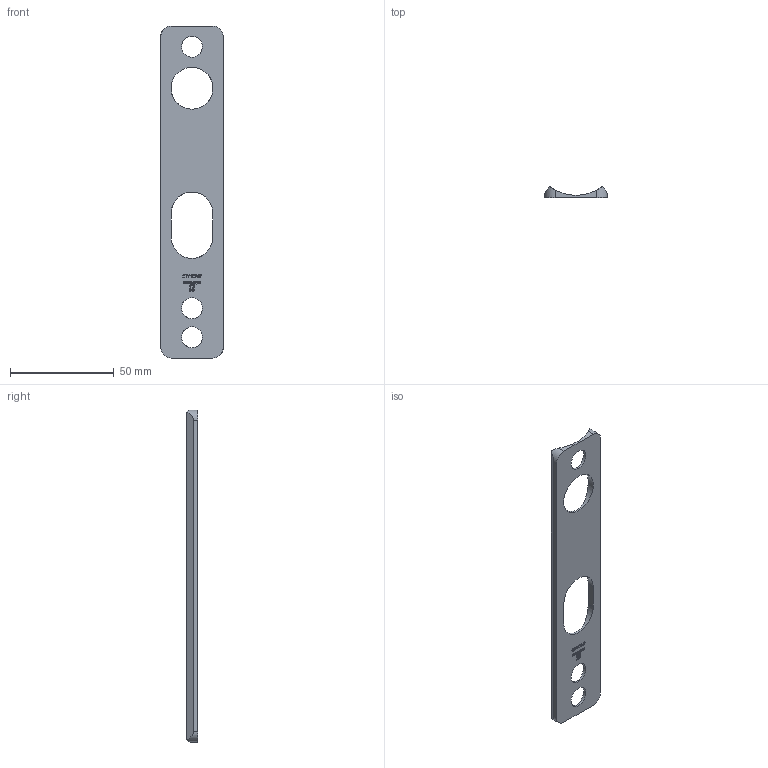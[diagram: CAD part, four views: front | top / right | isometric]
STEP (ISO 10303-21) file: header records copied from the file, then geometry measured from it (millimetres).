
FILE_DESCRIPTION (( 'STEP AP203' ), '1' );
FILE_NAME ('59615-ALU.STEP', '2021-12-01T15:50:21', ( '' ), ( '' ), 'SwSTEP 2.0', 'SolidWorks 2018', '' );
FILE_SCHEMA (( 'CONFIG_CONTROL_DESIGN' ));
Length unit declared in the file: millimetre
Products named in the file (2): 59615-ALU
Bounding box: 30 x 5.45 x 160 mm (x, y, z)
Volume: 10620.8 mm3; surface area: 9525.7 mm2
Topology: 1 solids, 1 shells, 280 faces, 762 edges, 508 vertices
Faces by surface type: plane 160, bspline 109, cylinder 11
Full cylindrical faces by diameter (mm): 10.1 x3, 20.2 x1
Entity records: 14252 total; most frequent: CARTESIAN_POINT 7782, ORIENTED_EDGE 1516, DIRECTION 884, EDGE_CURVE 758, LINE 514, VECTOR 514, VERTEX_POINT 508, EDGE_LOOP 318
